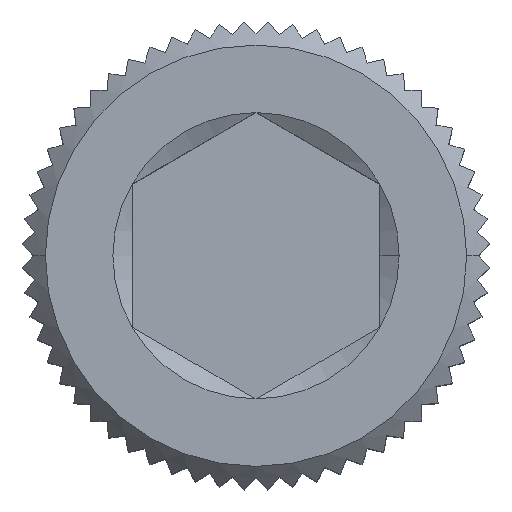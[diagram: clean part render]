
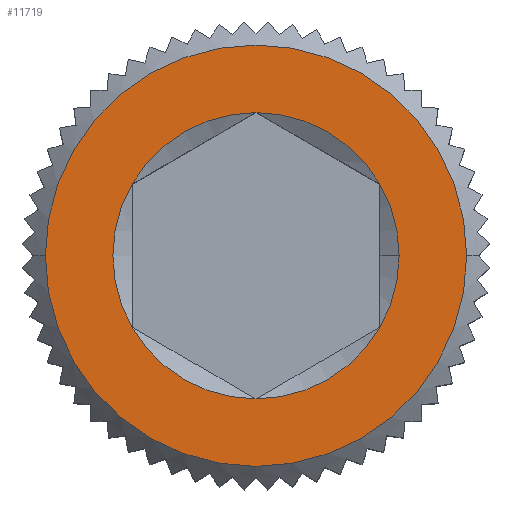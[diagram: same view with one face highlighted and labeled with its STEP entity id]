
A CAD part, top view. The second image highlights one B-rep face of the part: STEP entity #11719.
In plain terms, the highlighted planar face has unit normal (0, 0, 1).
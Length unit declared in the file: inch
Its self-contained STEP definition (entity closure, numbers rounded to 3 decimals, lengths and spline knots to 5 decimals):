
#12 = CARTESIAN_POINT ( 'NONE',  ( 0.03125, 0.01804, 0.2865 ) ) ;
#136 = CIRCLE ( 'NONE', #968, 0.0531 ) ;
#188 = CIRCLE ( 'NONE', #11705, 0.03608 ) ;
#454 = VERTEX_POINT ( 'NONE', #13140 ) ;
#525 = EDGE_CURVE ( 'NONE', #3666, #6079, #6581, .T. ) ;
#968 = AXIS2_PLACEMENT_3D ( 'NONE', #7837, #10976, #8967 ) ;
#1016 = DIRECTION ( 'NONE',  ( 0., 0., 1. ) ) ;
#1106 = CARTESIAN_POINT ( 'NONE',  ( 0., 0., 0.2865 ) ) ;
#1300 = ORIENTED_EDGE ( 'NONE', *, *, #2965, .T. ) ;
#1378 = DIRECTION ( 'NONE',  ( 0., 0., 1. ) ) ;
#1389 = CARTESIAN_POINT ( 'NONE',  ( 0., -0.03608, 0.2865 ) ) ;
#1476 = ORIENTED_EDGE ( 'NONE', *, *, #9052, .F. ) ;
#1614 = DIRECTION ( 'NONE',  ( 1., 0., 0. ) ) ;
#2296 = CARTESIAN_POINT ( 'NONE',  ( -0.0531, 0., 0.2865 ) ) ;
#2487 = EDGE_CURVE ( 'NONE', #11198, #8180, #8599, .T. ) ;
#2493 = CARTESIAN_POINT ( 'NONE',  ( 0., 0., 0.2865 ) ) ;
#2547 = DIRECTION ( 'NONE',  ( 1., 0., 0. ) ) ;
#2657 = DIRECTION ( 'NONE',  ( 0., 0., 1. ) ) ;
#2931 = CARTESIAN_POINT ( 'NONE',  ( 0., 0., 0.2865 ) ) ;
#2965 = EDGE_CURVE ( 'NONE', #454, #9744, #7587, .T. ) ;
#3116 = AXIS2_PLACEMENT_3D ( 'NONE', #14031, #10841, #12877 ) ;
#3666 = VERTEX_POINT ( 'NONE', #1389 ) ;
#3768 = VERTEX_POINT ( 'NONE', #7896 ) ;
#3967 = EDGE_CURVE ( 'NONE', #13310, #4727, #7730, .T. ) ;
#3981 = DIRECTION ( 'NONE',  ( 1., 0., 0. ) ) ;
#3990 = ORIENTED_EDGE ( 'NONE', *, *, #3967, .F. ) ;
#3991 = AXIS2_PLACEMENT_3D ( 'NONE', #13481, #2657, #13341 ) ;
#4366 = CARTESIAN_POINT ( 'NONE',  ( 0., 0., 0.2865 ) ) ;
#4727 = VERTEX_POINT ( 'NONE', #9209 ) ;
#4747 = CIRCLE ( 'NONE', #8048, 0.03608 ) ;
#4957 = EDGE_CURVE ( 'NONE', #3768, #13310, #188, .T. ) ;
#5117 = ORIENTED_EDGE ( 'NONE', *, *, #8372, .F. ) ;
#5324 = AXIS2_PLACEMENT_3D ( 'NONE', #1106, #8739, #8693 ) ;
#6079 = VERTEX_POINT ( 'NONE', #9893 ) ;
#6322 = DIRECTION ( 'NONE',  ( 1., 0., 0. ) ) ;
#6445 = ORIENTED_EDGE ( 'NONE', *, *, #9131, .T. ) ;
#6581 = CIRCLE ( 'NONE', #9054, 0.03608 ) ;
#6617 = EDGE_CURVE ( 'NONE', #4727, #11198, #9847, .T. ) ;
#6783 = PLANE ( 'NONE',  #8721 ) ;
#7076 = CARTESIAN_POINT ( 'NONE',  ( -0.03125, -0.01804, 0.2865 ) ) ;
#7082 = CARTESIAN_POINT ( 'NONE',  ( -0.03125, 0.01804, 0.2865 ) ) ;
#7281 = ORIENTED_EDGE ( 'NONE', *, *, #4957, .F. ) ;
#7587 = CIRCLE ( 'NONE', #7823, 0.0531 ) ;
#7730 = CIRCLE ( 'NONE', #9352, 0.03608 ) ;
#7823 = AXIS2_PLACEMENT_3D ( 'NONE', #4366, #14066, #11959 ) ;
#7837 = CARTESIAN_POINT ( 'NONE',  ( 0., 0., 0.2865 ) ) ;
#7873 = DIRECTION ( 'NONE',  ( 0., 0., 1. ) ) ;
#7884 = CARTESIAN_POINT ( 'NONE',  ( 0., 0., 0.2865 ) ) ;
#7896 = CARTESIAN_POINT ( 'NONE',  ( 0.03608, 0., 0.2865 ) ) ;
#7925 = FACE_BOUND ( 'NONE', #8388, .T. ) ;
#8048 = AXIS2_PLACEMENT_3D ( 'NONE', #2931, #12574, #3981 ) ;
#8180 = VERTEX_POINT ( 'NONE', #7076 ) ;
#8204 = ORIENTED_EDGE ( 'NONE', *, *, #525, .F. ) ;
#8372 = EDGE_CURVE ( 'NONE', #6079, #3768, #4747, .T. ) ;
#8388 = EDGE_LOOP ( 'NONE', ( #3990, #7281, #5117, #8204, #1476, #12373, #12040 ) ) ;
#8599 = CIRCLE ( 'NONE', #3991, 0.03608 ) ;
#8693 = DIRECTION ( 'NONE',  ( 1., 0., 0. ) ) ;
#8721 = AXIS2_PLACEMENT_3D ( 'NONE', #12225, #7873, #2547 ) ;
#8739 = DIRECTION ( 'NONE',  ( 0., 0., 1. ) ) ;
#8953 = DIRECTION ( 'NONE',  ( 1., 0., 0. ) ) ;
#8967 = DIRECTION ( 'NONE',  ( 1., 0., 0. ) ) ;
#9052 = EDGE_CURVE ( 'NONE', #8180, #3666, #9143, .T. ) ;
#9054 = AXIS2_PLACEMENT_3D ( 'NONE', #2493, #11005, #8953 ) ;
#9131 = EDGE_CURVE ( 'NONE', #9744, #454, #136, .T. ) ;
#9143 = CIRCLE ( 'NONE', #5324, 0.03608 ) ;
#9209 = CARTESIAN_POINT ( 'NONE',  ( 0., 0.03608, 0.2865 ) ) ;
#9352 = AXIS2_PLACEMENT_3D ( 'NONE', #12840, #1016, #6322 ) ;
#9744 = VERTEX_POINT ( 'NONE', #2296 ) ;
#9847 = CIRCLE ( 'NONE', #3116, 0.03608 ) ;
#9893 = CARTESIAN_POINT ( 'NONE',  ( 0.03125, -0.01804, 0.2865 ) ) ;
#10142 = EDGE_LOOP ( 'NONE', ( #6445, #1300 ) ) ;
#10841 = DIRECTION ( 'NONE',  ( 0., 0., 1. ) ) ;
#10976 = DIRECTION ( 'NONE',  ( 0., 0., 1. ) ) ;
#11005 = DIRECTION ( 'NONE',  ( 0., 0., 1. ) ) ;
#11198 = VERTEX_POINT ( 'NONE', #7082 ) ;
#11279 = FACE_OUTER_BOUND ( 'NONE', #10142, .T. ) ;
#11705 = AXIS2_PLACEMENT_3D ( 'NONE', #7884, #1378, #1614 ) ;
#11719 = ADVANCED_FACE ( 'NONE', ( #11279, #7925 ), #6783, .T. ) ;
#11959 = DIRECTION ( 'NONE',  ( 1., 0., 0. ) ) ;
#12040 = ORIENTED_EDGE ( 'NONE', *, *, #6617, .F. ) ;
#12225 = CARTESIAN_POINT ( 'NONE',  ( 0., 0.059, 0.2865 ) ) ;
#12373 = ORIENTED_EDGE ( 'NONE', *, *, #2487, .F. ) ;
#12574 = DIRECTION ( 'NONE',  ( 0., 0., 1. ) ) ;
#12840 = CARTESIAN_POINT ( 'NONE',  ( 0., 0., 0.2865 ) ) ;
#12877 = DIRECTION ( 'NONE',  ( 1., 0., 0. ) ) ;
#13140 = CARTESIAN_POINT ( 'NONE',  ( 0.0531, 0., 0.2865 ) ) ;
#13310 = VERTEX_POINT ( 'NONE', #12 ) ;
#13341 = DIRECTION ( 'NONE',  ( 1., 0., 0. ) ) ;
#13481 = CARTESIAN_POINT ( 'NONE',  ( 0., 0., 0.2865 ) ) ;
#14031 = CARTESIAN_POINT ( 'NONE',  ( 0., 0., 0.2865 ) ) ;
#14066 = DIRECTION ( 'NONE',  ( 0., 0., 1. ) ) ;
